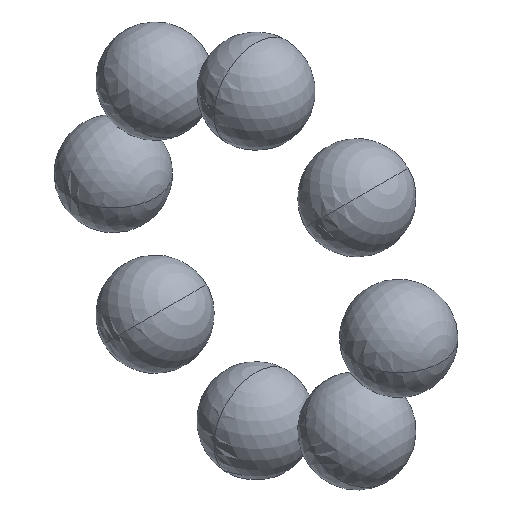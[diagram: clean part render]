
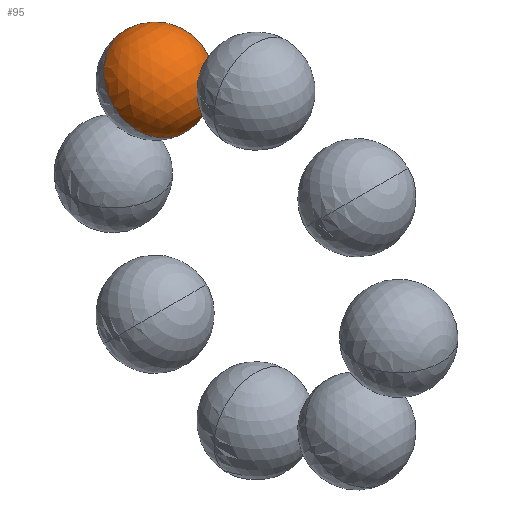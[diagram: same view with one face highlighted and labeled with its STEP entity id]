
A CAD part, isometric view. The second image highlights one B-rep face of the part: STEP entity #95.
In plain terms, the highlighted spherical face has radius 0.956 mm.
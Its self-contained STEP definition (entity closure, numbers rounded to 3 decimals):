
#70=CARTESIAN_POINT('',(0.,2.298,2.298));
#71=DIRECTION('',(0.,-0.707,0.707));
#72=DIRECTION('',(0.,-0.707,-0.707));
#73=AXIS2_PLACEMENT_3D('',#70,#71,#72);
#75=CARTESIAN_POINT('',(0.,2.298,2.298));
#76=DIRECTION('',(0.,0.707,-0.707));
#77=DIRECTION('',(0.,-0.707,-0.707));
#78=AXIS2_PLACEMENT_3D('',#75,#76,#77);
#80=CARTESIAN_POINT('',(0.,1.622,1.622));
#81=CARTESIAN_POINT('',(0.,2.974,2.974));
#82=VERTEX_POINT('',#80);
#83=VERTEX_POINT('',#81);
#84=CARTESIAN_POINT('',(0.,2.298,2.298));
#85=DIRECTION('',(0.,-0.707,-0.707));
#86=DIRECTION('',(-1.,0.,0.));
#87=AXIS2_PLACEMENT_3D('',#84,#85,#86);
#88=SPHERICAL_SURFACE('',#87,0.956);
#90=ORIENTED_EDGE('',*,*,#89,.F.);
#92=ORIENTED_EDGE('',*,*,#91,.T.);
#93=EDGE_LOOP('',(#90,#92));
#94=FACE_OUTER_BOUND('',#93,.F.);
#74=CIRCLE('',#73,0.956);
#79=CIRCLE('',#78,0.956);
#89=EDGE_CURVE('',#82,#83,#74,.T.);
#91=EDGE_CURVE('',#82,#83,#79,.T.);
#95=ADVANCED_FACE('',(#94),#88,.T.);
